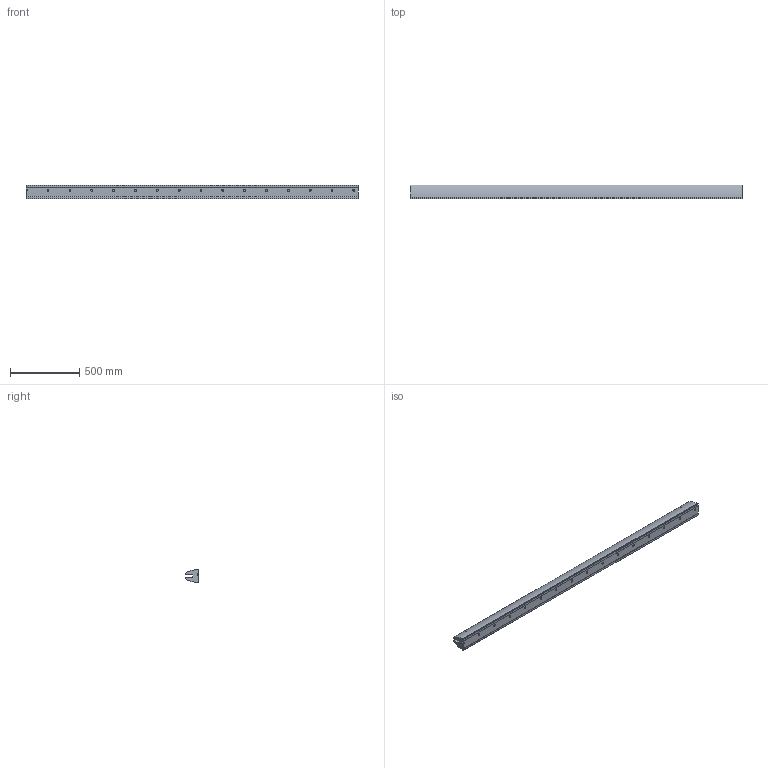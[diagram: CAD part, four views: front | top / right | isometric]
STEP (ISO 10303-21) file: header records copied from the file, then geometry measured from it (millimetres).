
FILE_DESCRIPTION( ( 'Unknown' ), '1' );
FILE_NAME( 'DURA-Klemmprofil.stp', 'Unknown', ( 'Unknown' ), ( 'Unknown' ), 'PSStep 16.0.42', 'Unknown', ' ' );
FILE_SCHEMA( ( 'AUTOMOTIVE_DESIGN { 1 0 10303 214 1 1 1 1 }' ) );
Length unit declared in the file: millimetre
Products named in the file (1): 1
Bounding box: 2400 x 100 x 97 mm (x, y, z)
Volume: 15795693.3 mm3; surface area: 1160322.1 mm2
Topology: 1 solids, 1 shells, 113 faces, 276 edges, 184 vertices
Faces by surface type: plane 73, cylinder 40
Full cylindrical faces by diameter (mm): 8.5 x4
Entity records: 4230 total; most frequent: DIRECTION 580, CARTESIAN_POINT 570, ORIENTED_EDGE 544, EDGE_CURVE 272, AXIS2_PLACEMENT_3D 194, LINE 192, VECTOR 192, VERTEX_POINT 184
